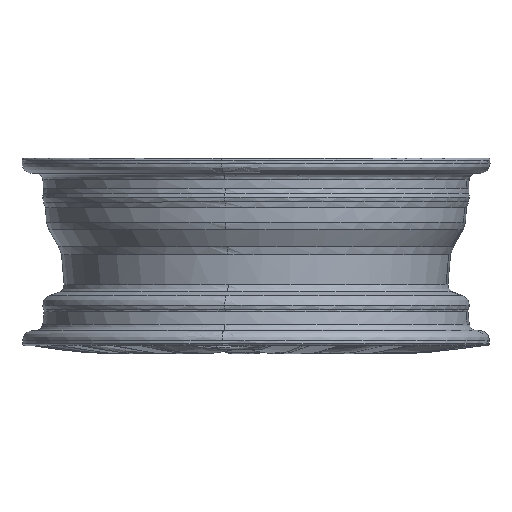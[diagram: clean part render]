
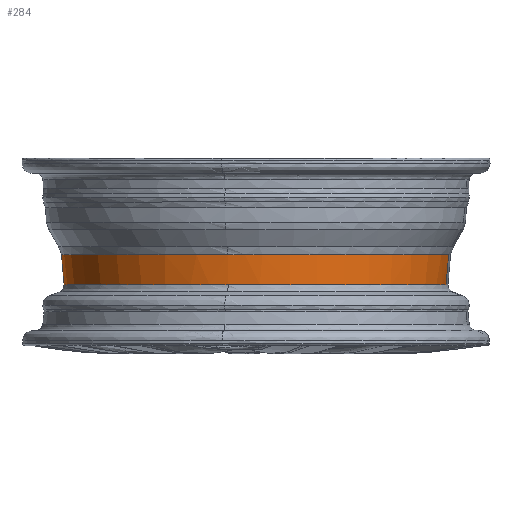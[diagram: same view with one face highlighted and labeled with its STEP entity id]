
A CAD part, front view. The second image highlights one B-rep face of the part: STEP entity #284.
In plain terms, the highlighted free-form (B-spline) face has degree [2, 1] with [9, 2] control points.
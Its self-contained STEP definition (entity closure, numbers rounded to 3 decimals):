
#284=ADVANCED_FACE('',(#669),#7203,.T.);
#669=FACE_OUTER_BOUND('',#1057,.T.);
#1057=EDGE_LOOP('',(#2886,#2887,#2888,#2889,#2890,#2891));
#2886=ORIENTED_EDGE('',*,*,#4505,.T.);
#2887=ORIENTED_EDGE('',*,*,#4508,.T.);
#2888=ORIENTED_EDGE('',*,*,#4501,.T.);
#2889=ORIENTED_EDGE('',*,*,#4502,.T.);
#2890=ORIENTED_EDGE('',*,*,#4507,.T.);
#2891=ORIENTED_EDGE('',*,*,#4506,.T.);
#4501=EDGE_CURVE('',#6684,#6681,#5902,.T.);
#4502=EDGE_CURVE('',#6681,#6685,#5903,.T.);
#4505=EDGE_CURVE('',#6686,#6687,#5906,.T.);
#4506=EDGE_CURVE('',#6688,#6686,#5907,.T.);
#4507=EDGE_CURVE('',#6685,#6688,#5395,.T.);
#4508=EDGE_CURVE('',#6687,#6684,#5396,.T.);
#5395=B_SPLINE_CURVE_WITH_KNOTS('',1,(#28362,#28363),.UNSPECIFIED.,.F.,
 .F.,(2,2),(-26.807,0.),.UNSPECIFIED.);
#5396=B_SPLINE_CURVE_WITH_KNOTS('',1,(#28364,#28365),.UNSPECIFIED.,.F.,
 .F.,(2,2),(0.,26.807),.UNSPECIFIED.);
#5902=(
BOUNDED_CURVE()
B_SPLINE_CURVE(2,(#28344,#28345,#28346),.UNSPECIFIED.,.F.,.F.)
B_SPLINE_CURVE_WITH_KNOTS((3,3),(-271.85,0.),.UNSPECIFIED.)
CURVE()
GEOMETRIC_REPRESENTATION_ITEM()
RATIONAL_B_SPLINE_CURVE((1.,0.707,1.))
REPRESENTATION_ITEM('')
);
#5903=(
BOUNDED_CURVE()
B_SPLINE_CURVE(2,(#28347,#28348,#28349),.UNSPECIFIED.,.F.,.F.)
B_SPLINE_CURVE_WITH_KNOTS((3,3),(-271.85,0.),.UNSPECIFIED.)
CURVE()
GEOMETRIC_REPRESENTATION_ITEM()
RATIONAL_B_SPLINE_CURVE((1.,0.707,1.))
REPRESENTATION_ITEM('')
);
#5906=(
BOUNDED_CURVE()
B_SPLINE_CURVE(2,(#28356,#28357,#28358),.UNSPECIFIED.,.F.,.F.)
B_SPLINE_CURVE_WITH_KNOTS((3,3),(-268.125,0.),.UNSPECIFIED.)
CURVE()
GEOMETRIC_REPRESENTATION_ITEM()
RATIONAL_B_SPLINE_CURVE((1.,0.707,1.))
REPRESENTATION_ITEM('')
);
#5907=(
BOUNDED_CURVE()
B_SPLINE_CURVE(2,(#28359,#28360,#28361),.UNSPECIFIED.,.F.,.F.)
B_SPLINE_CURVE_WITH_KNOTS((3,3),(-268.125,0.),.UNSPECIFIED.)
CURVE()
GEOMETRIC_REPRESENTATION_ITEM()
RATIONAL_B_SPLINE_CURVE((1.,0.707,1.))
REPRESENTATION_ITEM('')
);
#6681=VERTEX_POINT('',#24216);
#6684=VERTEX_POINT('',#24219);
#6685=VERTEX_POINT('',#24220);
#6686=VERTEX_POINT('',#24221);
#6687=VERTEX_POINT('',#24222);
#6688=VERTEX_POINT('',#24223);
#7203=(
BOUNDED_SURFACE()
B_SPLINE_SURFACE(2,1,((#18881,#18882),(#18883,#18884),(#18885,#18886),(#18887,
#18888),(#18889,#18890),(#18891,#18892),(#18893,#18894),(#18895,#18896),
(#18897,#18898)),.UNSPECIFIED.,.T.,.F.,.F.)
B_SPLINE_SURFACE_WITH_KNOTS((3,2,2,2,3),(2,2),(0.,272.372,544.744,
817.116,1089.489),(0.,34.321),.UNSPECIFIED.)
GEOMETRIC_REPRESENTATION_ITEM()
RATIONAL_B_SPLINE_SURFACE(((1.,1.),(0.707,0.707),
(1.,1.),(0.707,0.707),(1.,1.),(0.707,
0.707),(1.,1.),(0.707,0.707),(1.,1.)))
REPRESENTATION_ITEM('')
SURFACE()
);
#18881=CARTESIAN_POINT('',(24.806,168.546,11.981));
#18882=CARTESIAN_POINT('',(25.238,171.55,46.168));
#18883=CARTESIAN_POINT('',(-143.739,193.355,11.928));
#18884=CARTESIAN_POINT('',(-146.311,196.802,46.114));
#18885=CARTESIAN_POINT('',(-168.549,24.81,11.926));
#18886=CARTESIAN_POINT('',(-171.563,25.253,46.111));
#18887=CARTESIAN_POINT('',(-193.359,-143.735,11.923));
#18888=CARTESIAN_POINT('',(-196.815,-146.296,46.109));
#18889=CARTESIAN_POINT('',(-24.813,-168.545,11.976));
#18890=CARTESIAN_POINT('',(-25.266,-171.547,46.163));
#18891=CARTESIAN_POINT('',(143.732,-193.355,12.029));
#18892=CARTESIAN_POINT('',(146.283,-196.799,46.217));
#18893=CARTESIAN_POINT('',(168.542,-24.809,12.032));
#18894=CARTESIAN_POINT('',(171.535,-25.25,46.219));
#18895=CARTESIAN_POINT('',(193.351,143.736,12.034));
#18896=CARTESIAN_POINT('',(196.787,146.299,46.222));
#18897=CARTESIAN_POINT('',(24.806,168.546,11.981));
#18898=CARTESIAN_POINT('',(25.238,171.55,46.168));
#24216=CARTESIAN_POINT('',(-25.217,-171.219,42.42));
#24219=CARTESIAN_POINT('',(171.207,-25.202,42.476));
#24220=CARTESIAN_POINT('',(-171.233,25.205,42.368));
#24221=CARTESIAN_POINT('',(-24.863,-168.874,15.718));
#24222=CARTESIAN_POINT('',(168.869,-24.858,15.773));
#24223=CARTESIAN_POINT('',(-168.879,24.859,15.668));
#28344=CARTESIAN_POINT('',(171.207,-25.202,42.476));
#28345=CARTESIAN_POINT('',(146.003,-196.422,42.473));
#28346=CARTESIAN_POINT('',(-25.217,-171.219,42.42));
#28347=CARTESIAN_POINT('',(-25.217,-171.219,42.42));
#28348=CARTESIAN_POINT('',(-196.437,-146.015,42.366));
#28349=CARTESIAN_POINT('',(-171.233,25.205,42.368));
#28356=CARTESIAN_POINT('',(-24.863,-168.874,15.718));
#28357=CARTESIAN_POINT('',(144.011,-193.732,15.771));
#28358=CARTESIAN_POINT('',(168.869,-24.858,15.773));
#28359=CARTESIAN_POINT('',(-168.879,24.859,15.668));
#28360=CARTESIAN_POINT('',(-193.737,-144.015,15.665));
#28361=CARTESIAN_POINT('',(-24.863,-168.874,15.718));
#28362=CARTESIAN_POINT('',(-171.233,25.205,42.368));
#28363=CARTESIAN_POINT('',(-168.879,24.859,15.668));
#28364=CARTESIAN_POINT('',(168.869,-24.858,15.773));
#28365=CARTESIAN_POINT('',(171.207,-25.202,42.476));
